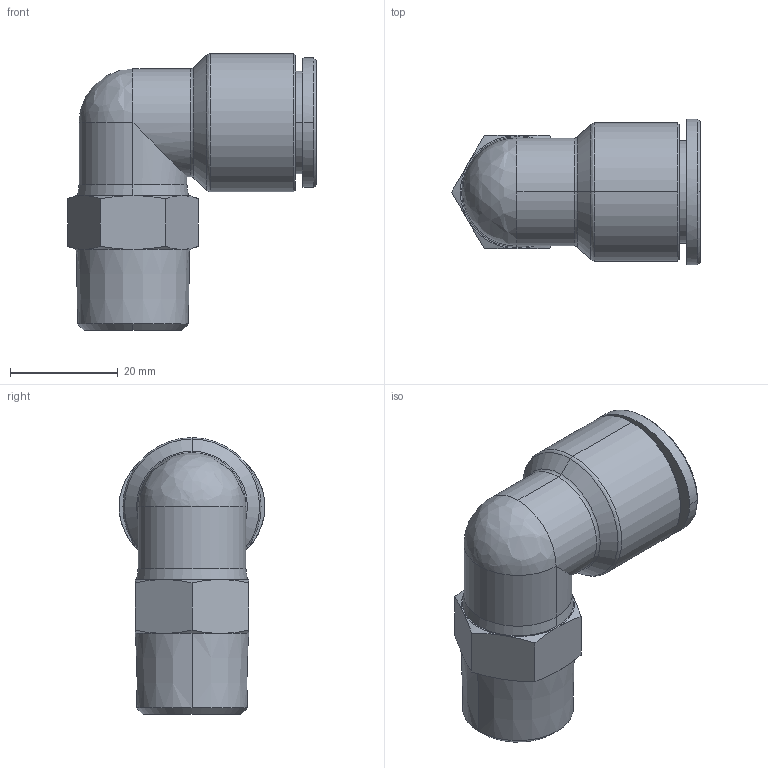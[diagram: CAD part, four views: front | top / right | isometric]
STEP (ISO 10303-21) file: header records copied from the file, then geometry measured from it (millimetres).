
FILE_DESCRIPTION (( 'STEP AP214' ), '1' );
FILE_NAME ('PL16-04.stp', '2015-09-07T14:30:15', ( '' ), ( '' ), 'SwSTEP 2.0', 'SolidWorks 2015', '' );
FILE_SCHEMA (( 'AUTOMOTIVE_DESIGN' ));
Length unit declared in the file: millimetre
Products named in the file (2): ｦ+ﾃｦ1; PL16-04
Assembly tree (1 placements, depth 2):
  PL16-04
    ｦ+ﾃｦ1
Bounding box: 46.12 x 27 x 51.3 mm (x, y, z)
Volume: 19699.1 mm3; surface area: 8315.2 mm2
Topology: 1 solids, 1 shells, 272 faces, 736 edges, 481 vertices
Faces by surface type: plane 191, bspline 33, cone 26, cylinder 20, torus 2
Entity records: 10120 total; most frequent: CARTESIAN_POINT 2991, ORIENTED_EDGE 1470, DIRECTION 1203, EDGE_CURVE 735, VECTOR 561, LINE 561, VERTEX_POINT 481, AXIS2_PLACEMENT_3D 321
